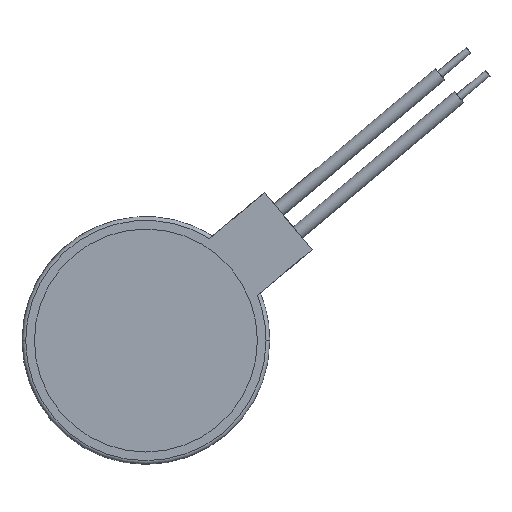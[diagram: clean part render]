
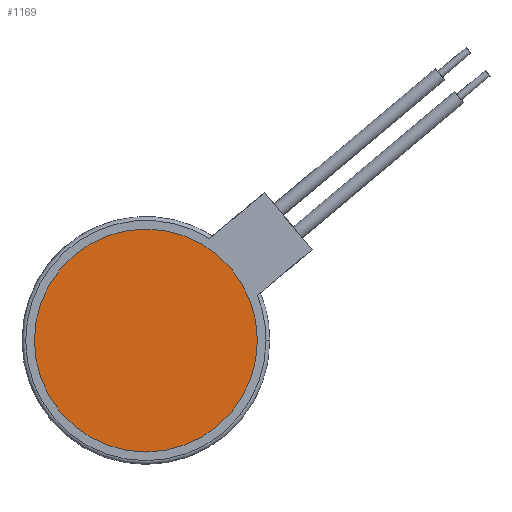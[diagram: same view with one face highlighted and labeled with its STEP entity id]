
A CAD part, front view. The second image highlights one B-rep face of the part: STEP entity #1169.
In plain terms, the highlighted planar face has unit normal (0, -1, 0).
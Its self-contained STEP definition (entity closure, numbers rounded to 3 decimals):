
#366=CARTESIAN_POINT('',(0.,-0.15,0.));
#367=DIRECTION('',(0.,1.,0.));
#368=DIRECTION('',(0.,0.,-1.));
#369=AXIS2_PLACEMENT_3D('',#366,#367,#368);
#371=CARTESIAN_POINT('',(0.,-0.15,0.));
#372=DIRECTION('',(0.,1.,0.));
#373=DIRECTION('',(0.,0.,1.));
#374=AXIS2_PLACEMENT_3D('',#371,#372,#373);
#466=CARTESIAN_POINT('',(0.,-0.15,-4.5));
#467=VERTEX_POINT('',#466);
#468=CARTESIAN_POINT('',(0.,-0.15,4.5));
#469=VERTEX_POINT('',#468);
#1160=CARTESIAN_POINT('',(0.,-0.15,0.));
#1161=DIRECTION('',(0.,-1.,0.));
#1162=DIRECTION('',(0.,0.,1.));
#1163=AXIS2_PLACEMENT_3D('',#1160,#1161,#1162);
#1164=PLANE('',#1163);
#1165=ORIENTED_EDGE('',*,*,#1145,.T.);
#1166=ORIENTED_EDGE('',*,*,#1126,.T.);
#1167=EDGE_LOOP('',(#1165,#1166));
#1168=FACE_OUTER_BOUND('',#1167,.F.);
#1169=ADVANCED_FACE('',(#1168),#1164,.T.);
#370=CIRCLE('',#369,4.5);
#375=CIRCLE('',#374,4.5);
#1126=EDGE_CURVE('',#469,#467,#375,.T.);
#1145=EDGE_CURVE('',#467,#469,#370,.T.);
